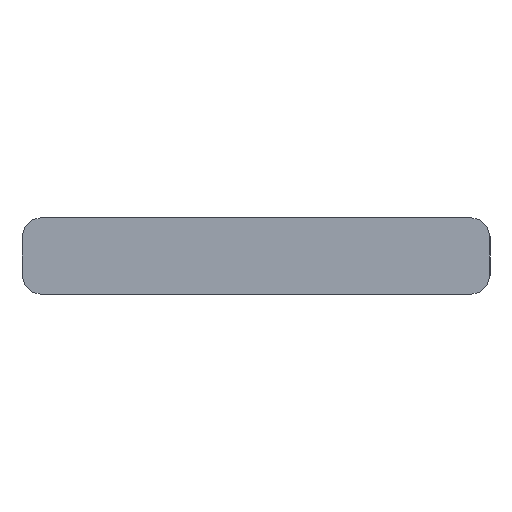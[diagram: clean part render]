
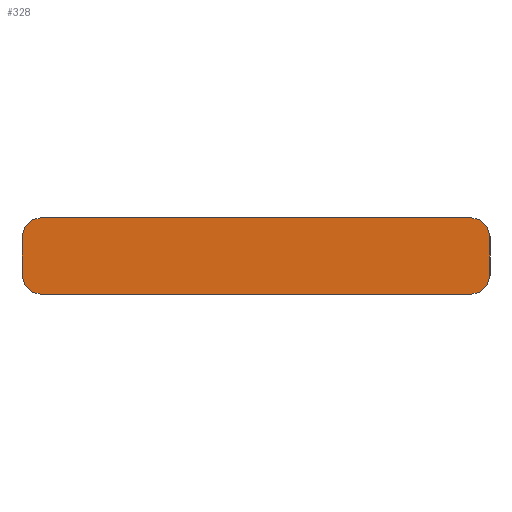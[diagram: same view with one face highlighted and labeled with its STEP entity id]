
A CAD part, left-side view. The second image highlights one B-rep face of the part: STEP entity #328.
In plain terms, the highlighted planar face has unit normal (-1, 0, 0).
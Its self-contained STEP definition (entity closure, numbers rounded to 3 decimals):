
#79=AXIS2_PLACEMENT_3D('Circle Axis2P3D',#77,#78,$) ;
#141=AXIS2_PLACEMENT_3D('Circle Axis2P3D',#139,#140,$) ;
#203=AXIS2_PLACEMENT_3D('Circle Axis2P3D',#201,#202,$) ;
#265=AXIS2_PLACEMENT_3D('Circle Axis2P3D',#263,#264,$) ;
#316=AXIS2_PLACEMENT_3D('Plane Axis2P3D',#313,#314,#315) ;
#60=CARTESIAN_POINT('Vertex',(0.,7.3,0.3)) ;
#74=CARTESIAN_POINT('Vertex',(0.,7.,0.)) ;
#77=CARTESIAN_POINT('Axis2P3D Location',(0.,7.,0.3)) ;
#105=CARTESIAN_POINT('Vertex',(0.,0.3,0.)) ;
#108=CARTESIAN_POINT('Line Origine',(0.,3.65,0.)) ;
#136=CARTESIAN_POINT('Vertex',(0.,0.,0.3)) ;
#139=CARTESIAN_POINT('Axis2P3D Location',(0.,0.3,0.3)) ;
#167=CARTESIAN_POINT('Vertex',(0.,0.,0.9)) ;
#170=CARTESIAN_POINT('Line Origine',(0.,0.,0.6)) ;
#198=CARTESIAN_POINT('Vertex',(0.,0.3,1.2)) ;
#201=CARTESIAN_POINT('Axis2P3D Location',(0.,0.3,0.9)) ;
#229=CARTESIAN_POINT('Vertex',(0.,7.,1.2)) ;
#232=CARTESIAN_POINT('Line Origine',(0.,3.65,1.2)) ;
#260=CARTESIAN_POINT('Vertex',(0.,7.3,0.9)) ;
#263=CARTESIAN_POINT('Axis2P3D Location',(0.,7.,0.9)) ;
#285=CARTESIAN_POINT('Line Origine',(0.,7.3,0.6)) ;
#313=CARTESIAN_POINT('Axis2P3D Location',(0.,0.,0.)) ;
#78=DIRECTION('Axis2P3D Direction',(-1.,0.,0.)) ;
#109=DIRECTION('Vector Direction',(0.,-1.,0.)) ;
#140=DIRECTION('Axis2P3D Direction',(-1.,0.,0.)) ;
#171=DIRECTION('Vector Direction',(0.,0.,-1.)) ;
#202=DIRECTION('Axis2P3D Direction',(-1.,0.,0.)) ;
#233=DIRECTION('Vector Direction',(0.,1.,0.)) ;
#264=DIRECTION('Axis2P3D Direction',(-1.,0.,0.)) ;
#286=DIRECTION('Vector Direction',(0.,0.,1.)) ;
#314=DIRECTION('Axis2P3D Direction',(-1.,0.,0.)) ;
#315=DIRECTION('Axis2P3D XDirection',(0.,0.,1.)) ;
#110=VECTOR('Line Direction',#109,1.) ;
#172=VECTOR('Line Direction',#171,1.) ;
#234=VECTOR('Line Direction',#233,1.) ;
#287=VECTOR('Line Direction',#286,1.) ;
#319=ORIENTED_EDGE('',*,*,#81,.T.) ;
#320=ORIENTED_EDGE('',*,*,#112,.T.) ;
#321=ORIENTED_EDGE('',*,*,#143,.T.) ;
#322=ORIENTED_EDGE('',*,*,#174,.T.) ;
#323=ORIENTED_EDGE('',*,*,#205,.T.) ;
#324=ORIENTED_EDGE('',*,*,#236,.T.) ;
#325=ORIENTED_EDGE('',*,*,#267,.T.) ;
#326=ORIENTED_EDGE('',*,*,#289,.T.) ;
#328=ADVANCED_FACE('K\X2\00F6\X0\rper.3',(#327),#317,.T.) ;
#80=CIRCLE('generated circle',#79,0.3) ;
#142=CIRCLE('generated circle',#141,0.3) ;
#204=CIRCLE('generated circle',#203,0.3) ;
#266=CIRCLE('generated circle',#265,0.3) ;
#81=EDGE_CURVE('',#61,#75,#80,.T.) ;
#112=EDGE_CURVE('',#75,#106,#111,.T.) ;
#143=EDGE_CURVE('',#106,#137,#142,.T.) ;
#174=EDGE_CURVE('',#137,#168,#173,.F.) ;
#205=EDGE_CURVE('',#168,#199,#204,.T.) ;
#236=EDGE_CURVE('',#199,#230,#235,.T.) ;
#267=EDGE_CURVE('',#230,#261,#266,.T.) ;
#289=EDGE_CURVE('',#261,#61,#288,.F.) ;
#318=EDGE_LOOP('',(#319,#320,#321,#322,#323,#324,#325,#326)) ;
#327=FACE_OUTER_BOUND('',#318,.T.) ;
#111=LINE('Line',#108,#110) ;
#173=LINE('Line',#170,#172) ;
#235=LINE('Line',#232,#234) ;
#288=LINE('Line',#285,#287) ;
#317=PLANE('',#316) ;
#61=VERTEX_POINT('',#60) ;
#75=VERTEX_POINT('',#74) ;
#106=VERTEX_POINT('',#105) ;
#137=VERTEX_POINT('',#136) ;
#168=VERTEX_POINT('',#167) ;
#199=VERTEX_POINT('',#198) ;
#230=VERTEX_POINT('',#229) ;
#261=VERTEX_POINT('',#260) ;
